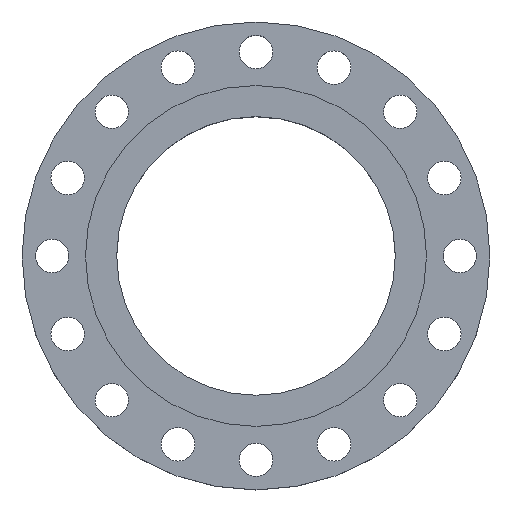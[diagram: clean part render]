
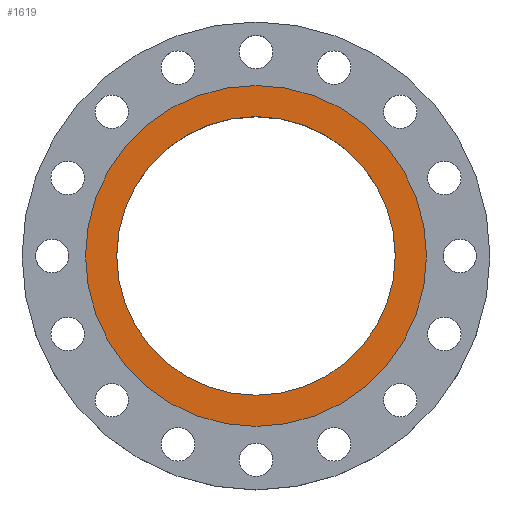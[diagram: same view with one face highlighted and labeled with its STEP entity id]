
A CAD part, top view. The second image highlights one B-rep face of the part: STEP entity #1619.
In plain terms, the highlighted planar face has unit normal (0, 0, 1).
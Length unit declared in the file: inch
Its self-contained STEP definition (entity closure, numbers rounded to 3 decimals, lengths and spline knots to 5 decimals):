
#23 = DIRECTION ( 'NONE',  ( 0., 0., -1. ) ) ;
#58 = PLANE ( 'NONE',  #602 ) ;
#67 = DIRECTION ( 'NONE',  ( 1., 0., 0. ) ) ;
#99 = EDGE_LOOP ( 'NONE', ( #724, #1607 ) ) ;
#100 = AXIS2_PLACEMENT_3D ( 'NONE', #198, #742, #67 ) ;
#151 = DIRECTION ( 'NONE',  ( -1., 0., 0. ) ) ;
#172 = CARTESIAN_POINT ( 'NONE',  ( 6.375, 0., 0. ) ) ;
#198 = CARTESIAN_POINT ( 'NONE',  ( 0., 0., 0. ) ) ;
#226 = ORIENTED_EDGE ( 'NONE', *, *, #1665, .T. ) ;
#285 = AXIS2_PLACEMENT_3D ( 'NONE', #320, #1292, #855 ) ;
#288 = EDGE_CURVE ( 'NONE', #615, #449, #983, .T. ) ;
#320 = CARTESIAN_POINT ( 'NONE',  ( 0., 0., 0. ) ) ;
#437 = CARTESIAN_POINT ( 'NONE',  ( 0., 0., 0. ) ) ;
#445 = DIRECTION ( 'NONE',  ( 1., 0., 0. ) ) ;
#449 = VERTEX_POINT ( 'NONE', #779 ) ;
#567 = DIRECTION ( 'NONE',  ( 0., 0., 1. ) ) ;
#602 = AXIS2_PLACEMENT_3D ( 'NONE', #1236, #23, #151 ) ;
#615 = VERTEX_POINT ( 'NONE', #1713 ) ;
#620 = AXIS2_PLACEMENT_3D ( 'NONE', #848, #1403, #1137 ) ;
#662 = VERTEX_POINT ( 'NONE', #1674 ) ;
#710 = CIRCLE ( 'NONE', #285, 5.21 ) ;
#724 = ORIENTED_EDGE ( 'NONE', *, *, #288, .F. ) ;
#742 = DIRECTION ( 'NONE',  ( 0., 0., 1. ) ) ;
#779 = CARTESIAN_POINT ( 'NONE',  ( -5.21, 0., 0. ) ) ;
#830 = FACE_OUTER_BOUND ( 'NONE', #1175, .T. ) ;
#848 = CARTESIAN_POINT ( 'NONE',  ( 0., 0., 0. ) ) ;
#855 = DIRECTION ( 'NONE',  ( 1., 0., 0. ) ) ;
#881 = EDGE_CURVE ( 'NONE', #1103, #662, #1731, .T. ) ;
#983 = CIRCLE ( 'NONE', #620, 5.21 ) ;
#1022 = CIRCLE ( 'NONE', #1679, 6.375 ) ;
#1103 = VERTEX_POINT ( 'NONE', #172 ) ;
#1137 = DIRECTION ( 'NONE',  ( 1., 0., 0. ) ) ;
#1175 = EDGE_LOOP ( 'NONE', ( #1748, #226 ) ) ;
#1236 = CARTESIAN_POINT ( 'NONE',  ( 0., 5.21, 0. ) ) ;
#1292 = DIRECTION ( 'NONE',  ( 0., 0., 1. ) ) ;
#1403 = DIRECTION ( 'NONE',  ( 0., 0., 1. ) ) ;
#1492 = EDGE_CURVE ( 'NONE', #449, #615, #710, .T. ) ;
#1566 = FACE_BOUND ( 'NONE', #99, .T. ) ;
#1607 = ORIENTED_EDGE ( 'NONE', *, *, #1492, .F. ) ;
#1619 = ADVANCED_FACE ( 'NONE', ( #1566, #830 ), #58, .F. ) ;
#1665 = EDGE_CURVE ( 'NONE', #662, #1103, #1022, .T. ) ;
#1674 = CARTESIAN_POINT ( 'NONE',  ( -6.375, 0., 0. ) ) ;
#1679 = AXIS2_PLACEMENT_3D ( 'NONE', #437, #567, #445 ) ;
#1713 = CARTESIAN_POINT ( 'NONE',  ( 5.21, 0., 0. ) ) ;
#1731 = CIRCLE ( 'NONE', #100, 6.375 ) ;
#1748 = ORIENTED_EDGE ( 'NONE', *, *, #881, .T. ) ;
